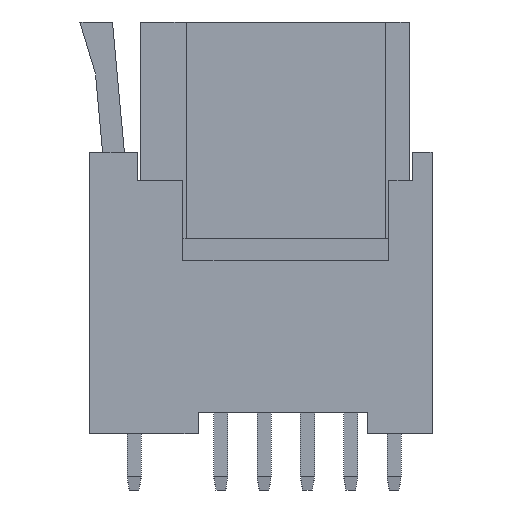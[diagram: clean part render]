
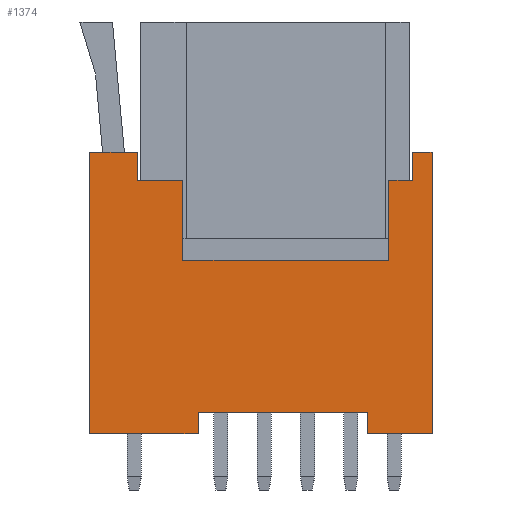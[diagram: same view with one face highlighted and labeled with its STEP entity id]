
A CAD part, front view. The second image highlights one B-rep face of the part: STEP entity #1374.
In plain terms, the highlighted planar face has unit normal (0, -1, 0).
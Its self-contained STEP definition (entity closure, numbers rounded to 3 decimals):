
#544 = VERTEX_POINT('',#545);
#545 = CARTESIAN_POINT('',(-6.05,-3.2,0.));
#551 = EDGE_CURVE('',#544,#552,#554,.T.);
#552 = VERTEX_POINT('',#553);
#553 = CARTESIAN_POINT('',(-6.05,-3.2,13.));
#554 = LINE('',#555,#556);
#555 = CARTESIAN_POINT('',(-6.05,-3.2,0.));
#556 = VECTOR('',#557,1.);
#557 = DIRECTION('',(0.,0.,1.));
#705 = VERTEX_POINT('',#706);
#706 = CARTESIAN_POINT('',(6.75,-3.2,1.));
#712 = EDGE_CURVE('',#705,#713,#715,.T.);
#713 = VERTEX_POINT('',#714);
#714 = CARTESIAN_POINT('',(-1.05,-3.2,1.));
#715 = LINE('',#716,#717);
#716 = CARTESIAN_POINT('',(6.75,-3.2,1.));
#717 = VECTOR('',#718,1.);
#718 = DIRECTION('',(-1.,0.,0.));
#1161 = EDGE_CURVE('',#713,#1162,#1164,.T.);
#1162 = VERTEX_POINT('',#1163);
#1163 = CARTESIAN_POINT('',(-1.05,-3.2,0.));
#1164 = LINE('',#1165,#1166);
#1165 = CARTESIAN_POINT('',(-1.05,-3.2,1.));
#1166 = VECTOR('',#1167,1.);
#1167 = DIRECTION('',(0.,0.,-1.));
#1185 = EDGE_CURVE('',#1162,#544,#1186,.T.);
#1186 = LINE('',#1187,#1188);
#1187 = CARTESIAN_POINT('',(-1.05,-3.2,0.));
#1188 = VECTOR('',#1189,1.);
#1189 = DIRECTION('',(-1.,0.,0.));
#1308 = EDGE_CURVE('',#552,#1309,#1311,.T.);
#1309 = VERTEX_POINT('',#1310);
#1310 = CARTESIAN_POINT('',(-3.85,-3.2,13.));
#1311 = LINE('',#1312,#1313);
#1312 = CARTESIAN_POINT('',(-6.05,-3.2,13.));
#1313 = VECTOR('',#1314,1.);
#1314 = DIRECTION('',(1.,0.,0.));
#1374 = ADVANCED_FACE('',(#1375),#1468,.T.);
#1375 = FACE_BOUND('',#1376,.F.);
#1376 = EDGE_LOOP('',(#1377,#1378,#1379,#1380,#1381,#1389,#1397,#1405,
    #1413,#1421,#1429,#1437,#1445,#1453,#1461,#1467));
#1377 = ORIENTED_EDGE('',*,*,#1161,.T.);
#1378 = ORIENTED_EDGE('',*,*,#1185,.T.);
#1379 = ORIENTED_EDGE('',*,*,#551,.T.);
#1380 = ORIENTED_EDGE('',*,*,#1308,.T.);
#1381 = ORIENTED_EDGE('',*,*,#1382,.T.);
#1382 = EDGE_CURVE('',#1309,#1383,#1385,.T.);
#1383 = VERTEX_POINT('',#1384);
#1384 = CARTESIAN_POINT('',(-3.85,-3.2,11.7));
#1385 = LINE('',#1386,#1387);
#1386 = CARTESIAN_POINT('',(-3.85,-3.2,13.));
#1387 = VECTOR('',#1388,1.);
#1388 = DIRECTION('',(0.,0.,-1.));
#1389 = ORIENTED_EDGE('',*,*,#1390,.T.);
#1390 = EDGE_CURVE('',#1383,#1391,#1393,.T.);
#1391 = VERTEX_POINT('',#1392);
#1392 = CARTESIAN_POINT('',(-1.75,-3.2,11.7));
#1393 = LINE('',#1394,#1395);
#1394 = CARTESIAN_POINT('',(-3.85,-3.2,11.7));
#1395 = VECTOR('',#1396,1.);
#1396 = DIRECTION('',(1.,0.,0.));
#1397 = ORIENTED_EDGE('',*,*,#1398,.T.);
#1398 = EDGE_CURVE('',#1391,#1399,#1401,.T.);
#1399 = VERTEX_POINT('',#1400);
#1400 = CARTESIAN_POINT('',(-1.75,-3.2,8.));
#1401 = LINE('',#1402,#1403);
#1402 = CARTESIAN_POINT('',(-1.75,-3.2,11.7));
#1403 = VECTOR('',#1404,1.);
#1404 = DIRECTION('',(0.,0.,-1.));
#1405 = ORIENTED_EDGE('',*,*,#1406,.T.);
#1406 = EDGE_CURVE('',#1399,#1407,#1409,.T.);
#1407 = VERTEX_POINT('',#1408);
#1408 = CARTESIAN_POINT('',(7.75,-3.2,8.));
#1409 = LINE('',#1410,#1411);
#1410 = CARTESIAN_POINT('',(-1.75,-3.2,8.));
#1411 = VECTOR('',#1412,1.);
#1412 = DIRECTION('',(1.,0.,0.));
#1413 = ORIENTED_EDGE('',*,*,#1414,.T.);
#1414 = EDGE_CURVE('',#1407,#1415,#1417,.T.);
#1415 = VERTEX_POINT('',#1416);
#1416 = CARTESIAN_POINT('',(7.75,-3.2,11.7));
#1417 = LINE('',#1418,#1419);
#1418 = CARTESIAN_POINT('',(7.75,-3.2,8.));
#1419 = VECTOR('',#1420,1.);
#1420 = DIRECTION('',(0.,0.,1.));
#1421 = ORIENTED_EDGE('',*,*,#1422,.T.);
#1422 = EDGE_CURVE('',#1415,#1423,#1425,.T.);
#1423 = VERTEX_POINT('',#1424);
#1424 = CARTESIAN_POINT('',(8.85,-3.2,11.7));
#1425 = LINE('',#1426,#1427);
#1426 = CARTESIAN_POINT('',(7.75,-3.2,11.7));
#1427 = VECTOR('',#1428,1.);
#1428 = DIRECTION('',(1.,0.,0.));
#1429 = ORIENTED_EDGE('',*,*,#1430,.T.);
#1430 = EDGE_CURVE('',#1423,#1431,#1433,.T.);
#1431 = VERTEX_POINT('',#1432);
#1432 = CARTESIAN_POINT('',(8.85,-3.2,13.));
#1433 = LINE('',#1434,#1435);
#1434 = CARTESIAN_POINT('',(8.85,-3.2,11.7));
#1435 = VECTOR('',#1436,1.);
#1436 = DIRECTION('',(0.,0.,1.));
#1437 = ORIENTED_EDGE('',*,*,#1438,.T.);
#1438 = EDGE_CURVE('',#1431,#1439,#1441,.T.);
#1439 = VERTEX_POINT('',#1440);
#1440 = CARTESIAN_POINT('',(9.75,-3.2,13.));
#1441 = LINE('',#1442,#1443);
#1442 = CARTESIAN_POINT('',(8.85,-3.2,13.));
#1443 = VECTOR('',#1444,1.);
#1444 = DIRECTION('',(1.,0.,0.));
#1445 = ORIENTED_EDGE('',*,*,#1446,.T.);
#1446 = EDGE_CURVE('',#1439,#1447,#1449,.T.);
#1447 = VERTEX_POINT('',#1448);
#1448 = CARTESIAN_POINT('',(9.75,-3.2,0.));
#1449 = LINE('',#1450,#1451);
#1450 = CARTESIAN_POINT('',(9.75,-3.2,13.));
#1451 = VECTOR('',#1452,1.);
#1452 = DIRECTION('',(0.,0.,-1.));
#1453 = ORIENTED_EDGE('',*,*,#1454,.T.);
#1454 = EDGE_CURVE('',#1447,#1455,#1457,.T.);
#1455 = VERTEX_POINT('',#1456);
#1456 = CARTESIAN_POINT('',(6.75,-3.2,0.));
#1457 = LINE('',#1458,#1459);
#1458 = CARTESIAN_POINT('',(9.75,-3.2,0.));
#1459 = VECTOR('',#1460,1.);
#1460 = DIRECTION('',(-1.,0.,0.));
#1461 = ORIENTED_EDGE('',*,*,#1462,.T.);
#1462 = EDGE_CURVE('',#1455,#705,#1463,.T.);
#1463 = LINE('',#1464,#1465);
#1464 = CARTESIAN_POINT('',(6.75,-3.2,0.));
#1465 = VECTOR('',#1466,1.);
#1466 = DIRECTION('',(0.,0.,1.));
#1467 = ORIENTED_EDGE('',*,*,#712,.T.);
#1468 = PLANE('',#1469);
#1469 = AXIS2_PLACEMENT_3D('',#1470,#1471,#1472);
#1470 = CARTESIAN_POINT('',(-1.05,-3.2,1.));
#1471 = DIRECTION('',(0.,-1.,0.));
#1472 = DIRECTION('',(0.,0.,-1.));
